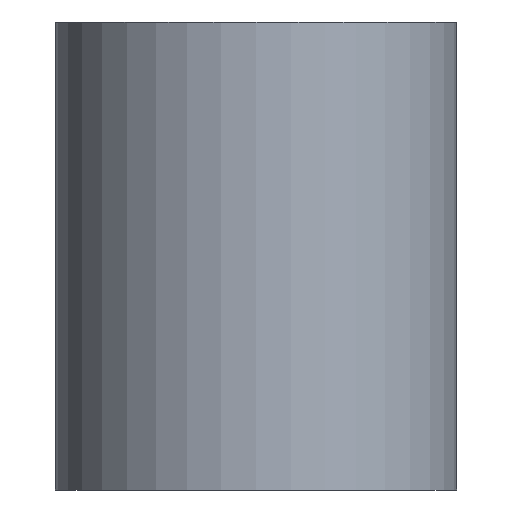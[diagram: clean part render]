
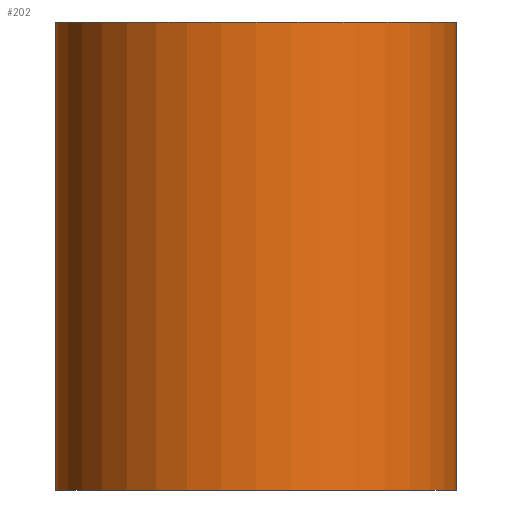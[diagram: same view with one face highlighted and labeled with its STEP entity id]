
A CAD part, front view. The second image highlights one B-rep face of the part: STEP entity #202.
In plain terms, the highlighted cylindrical face has radius 3 mm (diameter 6 mm), a partial arc.
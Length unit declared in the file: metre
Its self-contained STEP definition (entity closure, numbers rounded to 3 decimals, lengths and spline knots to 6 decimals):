
#6 = DIRECTION ( 'NONE',  ( 0., 0., -1. ) ) ;
#18 = DIRECTION ( 'NONE',  ( 1., 0., 0. ) ) ;
#19 = CIRCLE ( 'NONE', #71, 0.003 ) ;
#26 = CARTESIAN_POINT ( 'NONE',  ( 0.003, 0., 0.007 ) ) ;
#28 = ORIENTED_EDGE ( 'NONE', *, *, #179, .T. ) ;
#30 = EDGE_LOOP ( 'NONE', ( #265, #99, #28, #208 ) ) ;
#42 = DIRECTION ( 'NONE',  ( 0., 0., -1. ) ) ;
#50 = VERTEX_POINT ( 'NONE', #212 ) ;
#65 = DIRECTION ( 'NONE',  ( -1., 0., 0. ) ) ;
#67 = CARTESIAN_POINT ( 'NONE',  ( 0., 0., 0.007 ) ) ;
#70 = FACE_OUTER_BOUND ( 'NONE', #30, .T. ) ;
#71 = AXIS2_PLACEMENT_3D ( 'NONE', #174, #252, #18 ) ;
#76 = VERTEX_POINT ( 'NONE', #196 ) ;
#86 = DIRECTION ( 'NONE',  ( 1., 0., 0. ) ) ;
#95 = AXIS2_PLACEMENT_3D ( 'NONE', #67, #143, #65 ) ;
#98 = CARTESIAN_POINT ( 'NONE',  ( 0.003, 0., 0.007 ) ) ;
#99 = ORIENTED_EDGE ( 'NONE', *, *, #133, .F. ) ;
#111 = CARTESIAN_POINT ( 'NONE',  ( -0.003, 0., 0.007 ) ) ;
#114 = DIRECTION ( 'NONE',  ( 0., 0., 1. ) ) ;
#133 = EDGE_CURVE ( 'NONE', #76, #223, #19, .T. ) ;
#142 = VECTOR ( 'NONE', #42, 1. ) ;
#143 = DIRECTION ( 'NONE',  ( 0., 0., -1. ) ) ;
#152 = VECTOR ( 'NONE', #6, 1. ) ;
#163 = LINE ( 'NONE', #111, #142 ) ;
#164 = CYLINDRICAL_SURFACE ( 'NONE', #95, 0.003 ) ;
#172 = EDGE_CURVE ( 'NONE', #223, #207, #278, .T. ) ;
#174 = CARTESIAN_POINT ( 'NONE',  ( 0., 0., 0.007 ) ) ;
#179 = EDGE_CURVE ( 'NONE', #76, #50, #163, .T. ) ;
#196 = CARTESIAN_POINT ( 'NONE',  ( -0.003, 0., 0.007 ) ) ;
#202 = ADVANCED_FACE ( 'NONE', ( #70 ), #164, .T. ) ;
#207 = VERTEX_POINT ( 'NONE', #240 ) ;
#208 = ORIENTED_EDGE ( 'NONE', *, *, #239, .T. ) ;
#212 = CARTESIAN_POINT ( 'NONE',  ( -0.003, 0., 0. ) ) ;
#223 = VERTEX_POINT ( 'NONE', #26 ) ;
#239 = EDGE_CURVE ( 'NONE', #50, #207, #263, .T. ) ;
#240 = CARTESIAN_POINT ( 'NONE',  ( 0.003, 0., 0. ) ) ;
#242 = AXIS2_PLACEMENT_3D ( 'NONE', #262, #114, #86 ) ;
#252 = DIRECTION ( 'NONE',  ( 0., 0., 1. ) ) ;
#262 = CARTESIAN_POINT ( 'NONE',  ( 0., 0., 0. ) ) ;
#263 = CIRCLE ( 'NONE', #242, 0.003 ) ;
#265 = ORIENTED_EDGE ( 'NONE', *, *, #172, .F. ) ;
#278 = LINE ( 'NONE', #98, #152 ) ;
